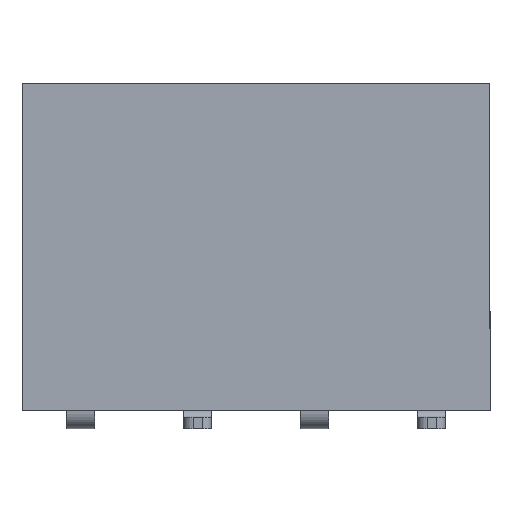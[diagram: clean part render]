
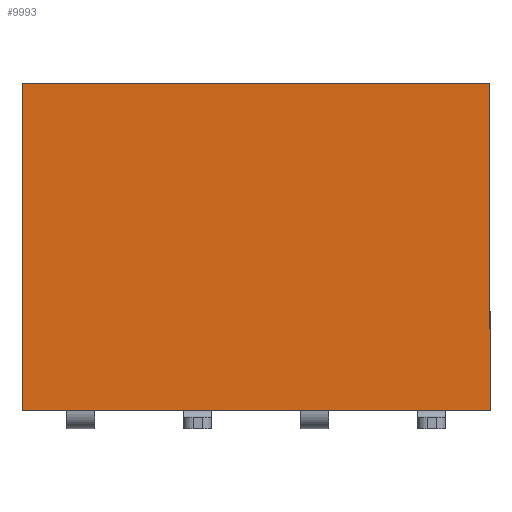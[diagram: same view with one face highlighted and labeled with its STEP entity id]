
A CAD part, top view. The second image highlights one B-rep face of the part: STEP entity #9993.
In plain terms, the highlighted planar face has unit normal (0, 0, 1).
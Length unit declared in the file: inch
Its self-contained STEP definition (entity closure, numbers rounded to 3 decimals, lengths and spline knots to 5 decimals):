
#664 = CARTESIAN_POINT ( 'NONE',  ( 0., 0., 0. ) ) ;
#681 = EDGE_LOOP ( 'NONE', ( #4831, #2855, #5648, #3367 ) ) ;
#709 = DIRECTION ( 'NONE',  ( 1., 0., 0. ) ) ;
#749 = CARTESIAN_POINT ( 'NONE',  ( 0.4, 0., 0. ) ) ;
#789 = CARTESIAN_POINT ( 'NONE',  ( 0., 0., 0. ) ) ;
#2001 = VERTEX_POINT ( 'NONE', #13258 ) ;
#2535 = CARTESIAN_POINT ( 'NONE',  ( 0.4, 0., 0. ) ) ;
#2828 = CARTESIAN_POINT ( 'NONE',  ( 0., 0., 0. ) ) ;
#2855 = ORIENTED_EDGE ( 'NONE', *, *, #9490, .T. ) ;
#3159 = EDGE_CURVE ( 'NONE', #2001, #13903, #12473, .T. ) ;
#3367 = ORIENTED_EDGE ( 'NONE', *, *, #3159, .T. ) ;
#3781 = DIRECTION ( 'NONE',  ( -1., 0., 0. ) ) ;
#4037 = PLANE ( 'NONE',  #11698 ) ;
#4214 = CARTESIAN_POINT ( 'NONE',  ( 0.4, 0.27953, 0. ) ) ;
#4831 = ORIENTED_EDGE ( 'NONE', *, *, #9695, .F. ) ;
#5065 = FACE_OUTER_BOUND ( 'NONE', #681, .T. ) ;
#5428 = VECTOR ( 'NONE', #3781, 39.37008 ) ;
#5648 = ORIENTED_EDGE ( 'NONE', *, *, #7807, .T. ) ;
#7269 = DIRECTION ( 'NONE',  ( 0., 0., 1. ) ) ;
#7807 = EDGE_CURVE ( 'NONE', #8401, #2001, #9128, .T. ) ;
#8099 = CARTESIAN_POINT ( 'NONE',  ( 0., 0.27953, 0. ) ) ;
#8401 = VERTEX_POINT ( 'NONE', #8099 ) ;
#9128 = LINE ( 'NONE', #789, #11723 ) ;
#9490 = EDGE_CURVE ( 'NONE', #10634, #8401, #13385, .T. ) ;
#9695 = EDGE_CURVE ( 'NONE', #10634, #13903, #11352, .T. ) ;
#9993 = ADVANCED_FACE ( 'NONE', ( #5065 ), #4037, .T. ) ;
#10634 = VERTEX_POINT ( 'NONE', #4214 ) ;
#10638 = DIRECTION ( 'NONE',  ( 0., -1., 0. ) ) ;
#11352 = LINE ( 'NONE', #749, #12040 ) ;
#11371 = CARTESIAN_POINT ( 'NONE',  ( 0., 0.27953, 0. ) ) ;
#11698 = AXIS2_PLACEMENT_3D ( 'NONE', #664, #7269, #709 ) ;
#11703 = DIRECTION ( 'NONE',  ( 0., -1., 0. ) ) ;
#11723 = VECTOR ( 'NONE', #10638, 39.37008 ) ;
#12040 = VECTOR ( 'NONE', #11703, 39.37008 ) ;
#12473 = LINE ( 'NONE', #2828, #12823 ) ;
#12823 = VECTOR ( 'NONE', #13674, 39.37008 ) ;
#13258 = CARTESIAN_POINT ( 'NONE',  ( 0., 0., 0. ) ) ;
#13385 = LINE ( 'NONE', #11371, #5428 ) ;
#13674 = DIRECTION ( 'NONE',  ( 1., 0., 0. ) ) ;
#13903 = VERTEX_POINT ( 'NONE', #2535 ) ;
